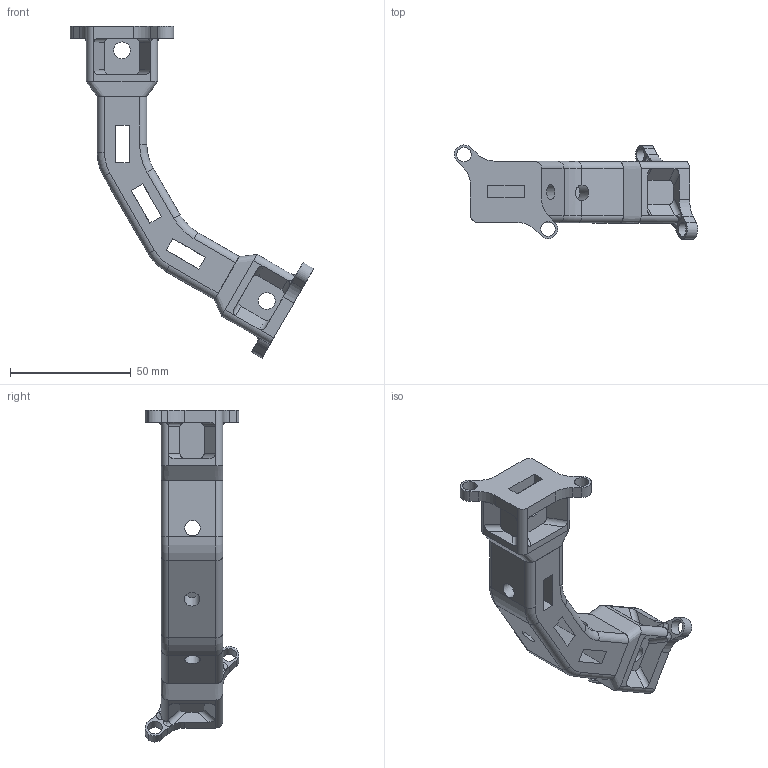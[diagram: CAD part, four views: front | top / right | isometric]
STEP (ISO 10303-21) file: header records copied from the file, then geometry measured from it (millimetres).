
FILE_DESCRIPTION(/* description */ ('','CAx-IF Rec.Pracs.---Representation and Presentation of Product Manufacturing Information (PMI)---4.0---2014-10-13'),/* implementation_level */ '2;1');
FILE_NAME(/* name */ 'BACK_3.step',/* time_stamp */ '2025-02-11T17:44:41+08:00',/* author */ (''),/* organization */ (''),/* preprocessor_version */ 'ST-DEVELOPER v20',/* originating_system */ 'Autodesk Translation Framework v13.20.0.188',/* authorisation */ '');
FILE_SCHEMA (('AP242_MANAGED_MODEL_BASED_3D_ENGINEERING_MIM_LF { 1 0 10303 442 1 1 4 }'));
Length unit declared in the file: millimetre
Products named in the file (1): 外骨骼_GR1外骨骼_件4
-2 v1
Bounding box: 100.91 x 38.85 x 137.67 mm (x, y, z)
Volume: 66302.3 mm3; surface area: 26055.6 mm2
Topology: 3 solids, 3 shells, 210 faces, 564 edges, 354 vertices
Faces by surface type: plane 108, cylinder 84, bspline 10, torus 8
Full cylindrical faces by diameter (mm): 6.05 x4, 6.5 x6, 7 x4
Entity records: 7812 total; most frequent: CARTESIAN_POINT 2403, DIRECTION 1132, ORIENTED_EDGE 1112, EDGE_CURVE 556, AXIS2_PLACEMENT_3D 387, LINE 358, VECTOR 358, VERTEX_POINT 354
